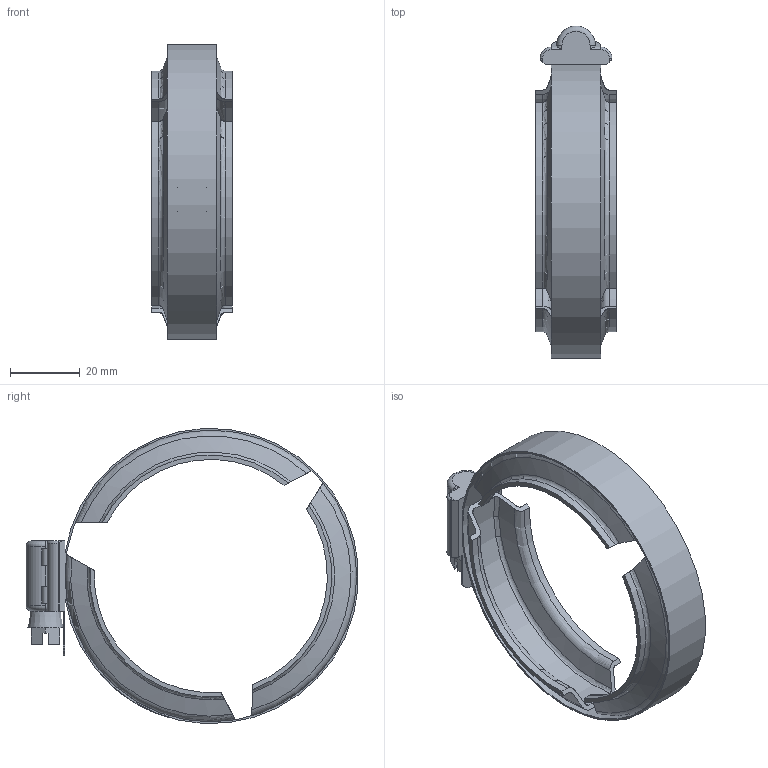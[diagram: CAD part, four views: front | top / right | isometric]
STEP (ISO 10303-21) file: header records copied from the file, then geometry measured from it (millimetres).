
FILE_DESCRIPTION(/* description */ ('2" HI TORQUE CLAMP'),/* implementation_level */ '2;1');
FILE_NAME(/* name */ 'FC200.stp',/* time_stamp */ '2014-10-06T10:24:42-04:00',/* author */ ('mclevenger'),/* organization */ (''),/* preprocessor_version */ 'ST-DEVELOPER v15.2',/* originating_system */ 'Autodesk Inventor 2014',/* authorisation */ '');
FILE_SCHEMA (('AUTOMOTIVE_DESIGN { 1 0 10303 214 3 1 1 }'));
Length unit declared in the file: inch
Products named in the file (1): FC200
Bounding box: 23.11 x 95.02 x 84.46 mm (x, y, z)
Volume: 14125.3 mm3; surface area: 19803.6 mm2
Topology: 1 solids, 1 shells, 386 faces, 1046 edges, 687 vertices
Faces by surface type: bspline 156, plane 131, cylinder 58, torus 28, cone 13
Full cylindrical faces by diameter (mm): 83.566 x1
Entity records: 51376 total; most frequent: CARTESIAN_POINT 42891, ORIENTED_EDGE 2080, DIRECTION 1204, EDGE_CURVE 1040, VERTEX_POINT 684, LINE 450, VECTOR 450, B_SPLINE_CURVE_WITH_KNOTS 419
